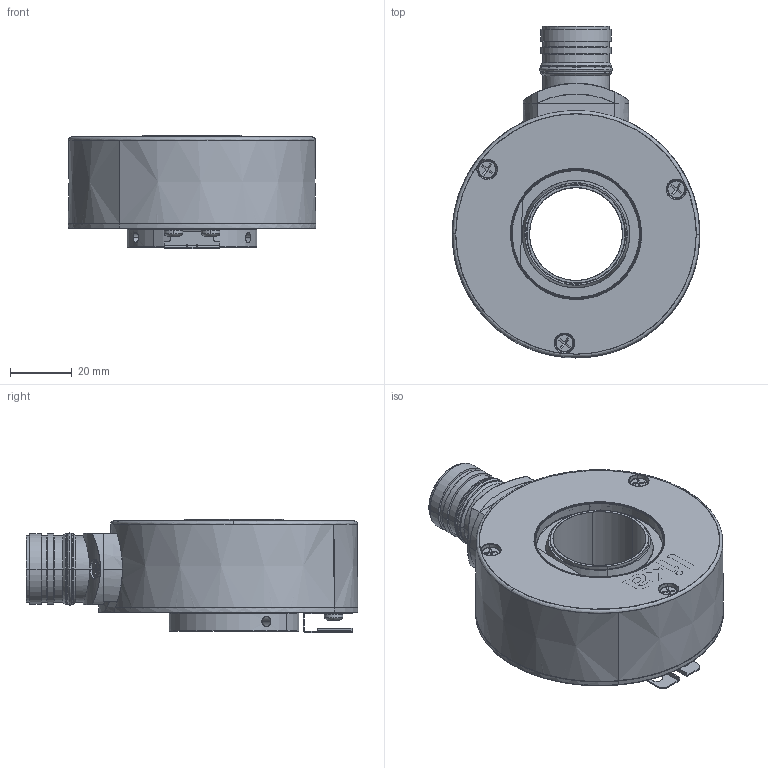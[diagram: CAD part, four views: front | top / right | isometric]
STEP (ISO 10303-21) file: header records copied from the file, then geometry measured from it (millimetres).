
FILE_DESCRIPTION (( 'STEP AP214' ), '1' );
FILE_NAME ('A80H-1024-HZC30-M23.STEP', '2024-11-05T15:46:58', ( '' ), ( '' ), 'SwSTEP 2.0', 'SolidWorks 2021', '' );
FILE_SCHEMA (( 'AUTOMOTIVE_DESIGN' ));
Length unit declared in the file: inch
Products named in the file (1): A80H-1024-HZC30-M23
Bounding box: 80.06 x 107.26 x 36.56 mm (x, y, z)
Volume: 10483 mm3; surface area: 59867 mm2
Topology: 12 solids, 16 shells, 962 faces, 2420 edges, 1554 vertices
Faces by surface type: cylinder 313, plane 295, bspline 196, cone 150, torus 8
Entity records: 61162 total; most frequent: CARTESIAN_POINT 39175, ORIENTED_EDGE 4840, DIRECTION 4079, EDGE_CURVE 2420, VERTEX_POINT 1554, AXIS2_PLACEMENT_3D 1551, EDGE_LOOP 1088, LINE 977
